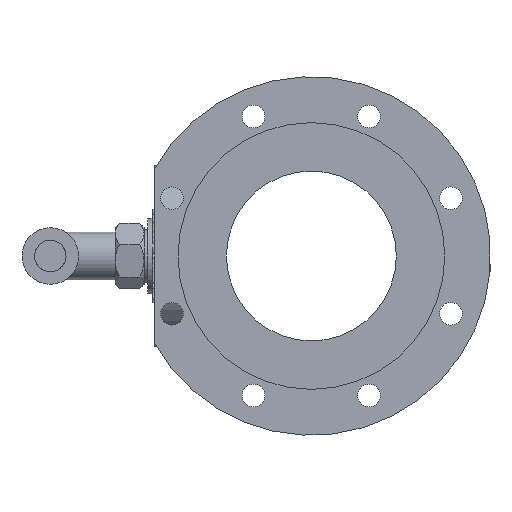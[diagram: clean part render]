
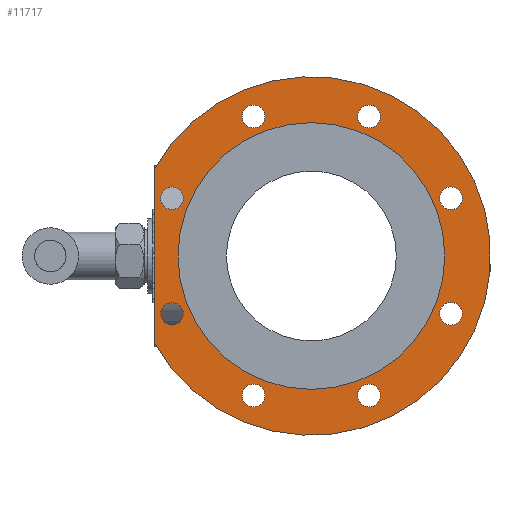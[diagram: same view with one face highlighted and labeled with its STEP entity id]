
A CAD part, left-side view. The second image highlights one B-rep face of the part: STEP entity #11717.
In plain terms, the highlighted planar face has unit normal (-1, 0, 0).
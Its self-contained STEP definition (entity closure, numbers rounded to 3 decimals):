
#186=CIRCLE('',#12172,9.);
#190=CIRCLE('',#12178,9.);
#194=CIRCLE('',#12184,9.);
#198=CIRCLE('',#12190,9.);
#202=CIRCLE('',#12196,9.);
#206=CIRCLE('',#12202,9.);
#210=CIRCLE('',#12208,9.);
#214=CIRCLE('',#12214,9.);
#217=CIRCLE('',#12218,106.);
#218=CIRCLE('',#12220,142.5);
#366=FACE_BOUND('',#1947,.T.);
#367=FACE_BOUND('',#1948,.T.);
#368=FACE_BOUND('',#1949,.T.);
#369=FACE_BOUND('',#1950,.T.);
#370=FACE_BOUND('',#1951,.T.);
#371=FACE_BOUND('',#1952,.T.);
#372=FACE_BOUND('',#1953,.T.);
#373=FACE_BOUND('',#1954,.T.);
#374=FACE_BOUND('',#1955,.T.);
#1215=FACE_OUTER_BOUND('',#1946,.T.);
#1946=EDGE_LOOP('',(#10289,#10290));
#1947=EDGE_LOOP('',(#10291));
#1948=EDGE_LOOP('',(#10292));
#1949=EDGE_LOOP('',(#10293));
#1950=EDGE_LOOP('',(#10294));
#1951=EDGE_LOOP('',(#10295));
#1952=EDGE_LOOP('',(#10296));
#1953=EDGE_LOOP('',(#10297));
#1954=EDGE_LOOP('',(#10298));
#1955=EDGE_LOOP('',(#10299));
#2533=LINE('',#17882,#3519);
#3519=VECTOR('',#13126,1000.);
#5028=VERTEX_POINT('',#17879);
#5029=VERTEX_POINT('',#17881);
#5544=VERTEX_POINT('',#21525);
#5548=VERTEX_POINT('',#21535);
#5552=VERTEX_POINT('',#21545);
#5556=VERTEX_POINT('',#21555);
#5560=VERTEX_POINT('',#21565);
#5564=VERTEX_POINT('',#21575);
#5568=VERTEX_POINT('',#21585);
#5572=VERTEX_POINT('',#21595);
#5575=VERTEX_POINT('',#21602);
#6369=EDGE_CURVE('',#5028,#5029,#2533,.T.);
#7124=EDGE_CURVE('',#5544,#5544,#186,.T.);
#7128=EDGE_CURVE('',#5548,#5548,#190,.T.);
#7132=EDGE_CURVE('',#5552,#5552,#194,.T.);
#7136=EDGE_CURVE('',#5556,#5556,#198,.T.);
#7140=EDGE_CURVE('',#5560,#5560,#202,.T.);
#7144=EDGE_CURVE('',#5564,#5564,#206,.T.);
#7148=EDGE_CURVE('',#5568,#5568,#210,.T.);
#7152=EDGE_CURVE('',#5572,#5572,#214,.T.);
#7155=EDGE_CURVE('',#5575,#5575,#217,.T.);
#7156=EDGE_CURVE('',#5028,#5029,#218,.T.);
#10289=ORIENTED_EDGE('',*,*,#6369,.F.);
#10290=ORIENTED_EDGE('',*,*,#7156,.T.);
#10291=ORIENTED_EDGE('',*,*,#7124,.F.);
#10292=ORIENTED_EDGE('',*,*,#7128,.F.);
#10293=ORIENTED_EDGE('',*,*,#7132,.F.);
#10294=ORIENTED_EDGE('',*,*,#7136,.F.);
#10295=ORIENTED_EDGE('',*,*,#7140,.F.);
#10296=ORIENTED_EDGE('',*,*,#7144,.F.);
#10297=ORIENTED_EDGE('',*,*,#7148,.F.);
#10298=ORIENTED_EDGE('',*,*,#7152,.F.);
#10299=ORIENTED_EDGE('',*,*,#7155,.F.);
#10832=PLANE('',#12235);
#11717=ADVANCED_FACE('',(#1215,#366,#367,#368,#369,#370,#371,#372,#373,
#374),#10832,.T.);
#12172=AXIS2_PLACEMENT_3D('',#21526,#13977,#13978);
#12178=AXIS2_PLACEMENT_3D('',#21536,#13989,#13990);
#12184=AXIS2_PLACEMENT_3D('',#21546,#14001,#14002);
#12190=AXIS2_PLACEMENT_3D('',#21556,#14013,#14014);
#12196=AXIS2_PLACEMENT_3D('',#21566,#14025,#14026);
#12202=AXIS2_PLACEMENT_3D('',#21576,#14037,#14038);
#12208=AXIS2_PLACEMENT_3D('',#21586,#14049,#14050);
#12214=AXIS2_PLACEMENT_3D('',#21596,#14061,#14062);
#12218=AXIS2_PLACEMENT_3D('',#21603,#14069,#14070);
#12220=AXIS2_PLACEMENT_3D('',#21605,#14073,#14074);
#12235=AXIS2_PLACEMENT_3D('',#21874,#14117,#14118);
#13126=DIRECTION('',(0.,0.,1.));
#13977=DIRECTION('center_axis',(-1.,0.,0.));
#13978=DIRECTION('ref_axis',(0.,0.,1.));
#13989=DIRECTION('center_axis',(-1.,0.,0.));
#13990=DIRECTION('ref_axis',(0.,0.,1.));
#14001=DIRECTION('center_axis',(-1.,0.,0.));
#14002=DIRECTION('ref_axis',(0.,0.,1.));
#14013=DIRECTION('center_axis',(-1.,0.,0.));
#14014=DIRECTION('ref_axis',(0.,0.,1.));
#14025=DIRECTION('center_axis',(-1.,0.,0.));
#14026=DIRECTION('ref_axis',(0.,0.,1.));
#14037=DIRECTION('center_axis',(-1.,0.,0.));
#14038=DIRECTION('ref_axis',(0.,0.,1.));
#14049=DIRECTION('center_axis',(-1.,0.,0.));
#14050=DIRECTION('ref_axis',(0.,0.,1.));
#14061=DIRECTION('center_axis',(-1.,0.,0.));
#14062=DIRECTION('ref_axis',(0.,0.,1.));
#14069=DIRECTION('center_axis',(-1.,0.,0.));
#14070=DIRECTION('ref_axis',(0.,0.,1.));
#14073=DIRECTION('center_axis',(-1.,0.,0.));
#14074=DIRECTION('ref_axis',(0.,0.,1.));
#14117=DIRECTION('center_axis',(-1.,0.,0.));
#14118=DIRECTION('ref_axis',(0.,0.,1.));
#17879=CARTESIAN_POINT('',(-186.5,125.,-68.42));
#17881=CARTESIAN_POINT('',(-186.5,125.,68.42));
#17882=CARTESIAN_POINT('',(-186.5,125.,0.));
#21525=CARTESIAN_POINT('',(-186.5,110.866,-54.922));
#21526=CARTESIAN_POINT('Origin',(-186.5,110.866,-45.922));
#21535=CARTESIAN_POINT('',(-186.5,-45.922,-119.866));
#21536=CARTESIAN_POINT('Origin',(-186.5,-45.922,-110.866));
#21545=CARTESIAN_POINT('',(-186.5,-110.866,-54.922));
#21546=CARTESIAN_POINT('Origin',(-186.5,-110.866,-45.922));
#21555=CARTESIAN_POINT('',(-186.5,45.922,-119.866));
#21556=CARTESIAN_POINT('Origin',(-186.5,45.922,-110.866));
#21565=CARTESIAN_POINT('',(-186.5,-110.866,36.922));
#21566=CARTESIAN_POINT('Origin',(-186.5,-110.866,45.922));
#21575=CARTESIAN_POINT('',(-186.5,45.922,101.866));
#21576=CARTESIAN_POINT('Origin',(-186.5,45.922,110.866));
#21585=CARTESIAN_POINT('',(-186.5,-45.922,101.866));
#21586=CARTESIAN_POINT('Origin',(-186.5,-45.922,110.866));
#21595=CARTESIAN_POINT('',(-186.5,110.866,36.922));
#21596=CARTESIAN_POINT('Origin',(-186.5,110.866,45.922));
#21602=CARTESIAN_POINT('',(-186.5,0.,-106.));
#21603=CARTESIAN_POINT('Origin',(-186.5,0.,0.));
#21605=CARTESIAN_POINT('Origin',(-186.5,0.,0.));
#21874=CARTESIAN_POINT('Origin',(-186.5,0.,0.));
